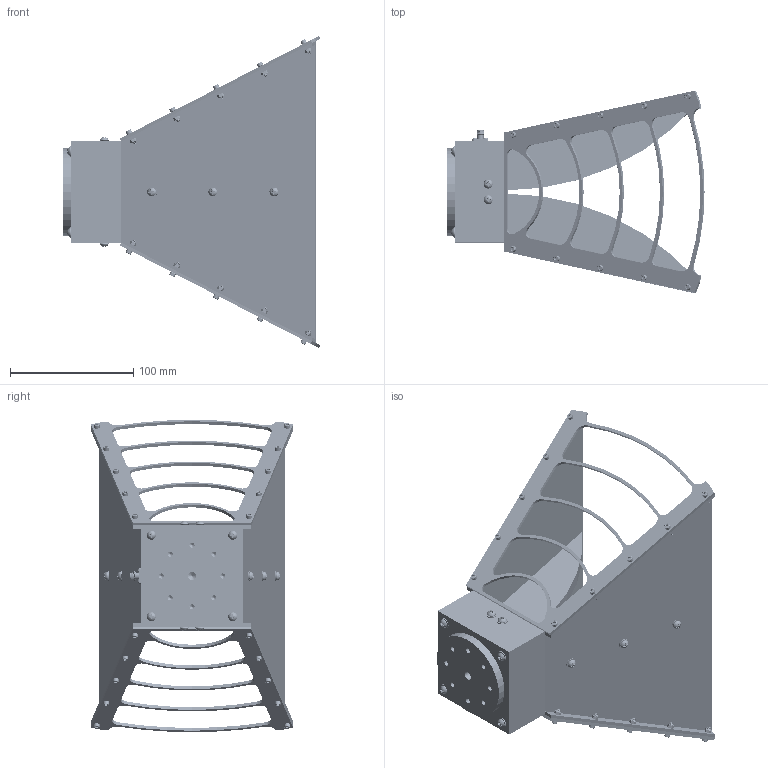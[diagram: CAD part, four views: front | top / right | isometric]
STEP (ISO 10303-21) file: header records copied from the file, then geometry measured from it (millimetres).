
FILE_DESCRIPTION (( 'STEP AP214' ), '1' );
FILE_NAME ('PE9887-11.STEP', '2017-10-09T18:07:53', ( '' ), ( '' ), 'SwSTEP 2.0', 'SolidWorks 2014', '' );
FILE_SCHEMA (( 'AUTOMOTIVE_DESIGN' ));
Length unit declared in the file: inch
Products named in the file (1): PE9887-11
Bounding box: 208.71 x 164 x 253.51 mm (x, y, z)
Volume: 507829.7 mm3; surface area: 231672.5 mm2
Topology: 14 solids, 15 shells, 3064 faces, 7932 edges, 4988 vertices
Faces by surface type: cylinder 1243, cone 830, plane 774, bspline 131, torus 58, sphere 28
Entity records: 140881 total; most frequent: CARTESIAN_POINT 73530, ORIENTED_EDGE 15828, DIRECTION 12467, EDGE_CURVE 7914, VERTEX_POINT 4988, AXIS2_PLACEMENT_3D 4956, EDGE_LOOP 3248, FACE_OUTER_BOUND 3064
